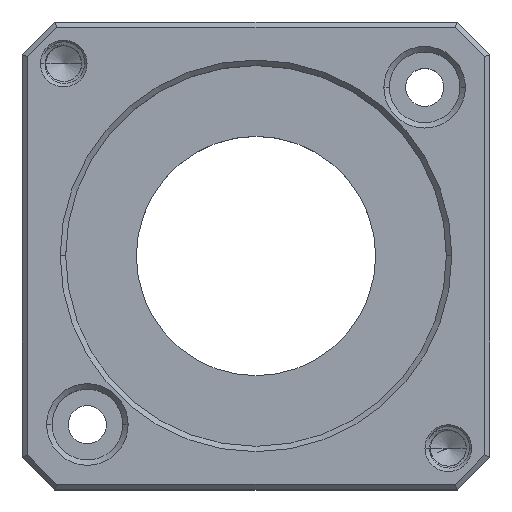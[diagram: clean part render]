
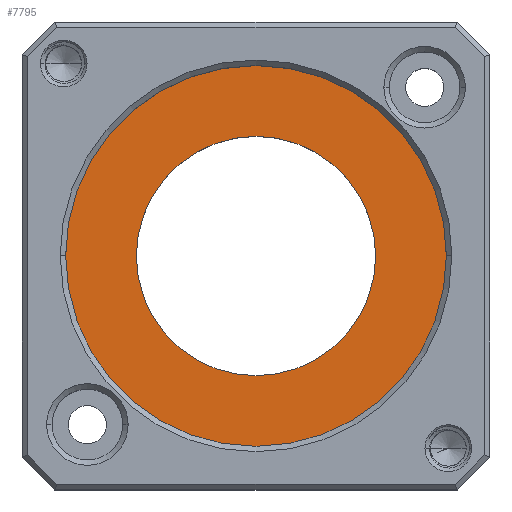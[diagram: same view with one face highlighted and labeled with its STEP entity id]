
A CAD part, top view. The second image highlights one B-rep face of the part: STEP entity #7795.
In plain terms, the highlighted planar face has unit normal (0, 0, 1).
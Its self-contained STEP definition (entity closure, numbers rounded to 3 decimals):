
#42 = ORIENTED_EDGE ( 'NONE', *, *, #2411, .T. ) ;
#88 = AXIS2_PLACEMENT_3D ( 'NONE', #7020, #6884, #3293 ) ;
#447 = AXIS2_PLACEMENT_3D ( 'NONE', #5493, #6008, #7500 ) ;
#1067 = EDGE_CURVE ( 'NONE', #8555, #5381, #2491, .T. ) ;
#1224 = EDGE_LOOP ( 'NONE', ( #42, #6274 ) ) ;
#1969 = DIRECTION ( 'NONE',  ( 1., 0., 0. ) ) ;
#2411 = EDGE_CURVE ( 'NONE', #3046, #7846, #7477, .T. ) ;
#2412 = EDGE_LOOP ( 'NONE', ( #9027, #3134 ) ) ;
#2491 = CIRCLE ( 'NONE', #3085, 17.5 ) ;
#2663 = DIRECTION ( 'NONE',  ( 0., 0., -1. ) ) ;
#2718 = EDGE_CURVE ( 'NONE', #5381, #8555, #8965, .T. ) ;
#3046 = VERTEX_POINT ( 'NONE', #8389 ) ;
#3085 = AXIS2_PLACEMENT_3D ( 'NONE', #8241, #3305, #6899 ) ;
#3134 = ORIENTED_EDGE ( 'NONE', *, *, #2718, .F. ) ;
#3293 = DIRECTION ( 'NONE',  ( 1., 0., 0. ) ) ;
#3305 = DIRECTION ( 'NONE',  ( 0., 0., -1. ) ) ;
#3499 = AXIS2_PLACEMENT_3D ( 'NONE', #4896, #2663, #1969 ) ;
#4896 = CARTESIAN_POINT ( 'NONE',  ( -0.028, 0.001, 0.125 ) ) ;
#4947 = DIRECTION ( 'NONE',  ( 1., 0., 0. ) ) ;
#5072 = CARTESIAN_POINT ( 'NONE',  ( 17.472, 0.001, 0.125 ) ) ;
#5155 = CIRCLE ( 'NONE', #447, 11. ) ;
#5381 = VERTEX_POINT ( 'NONE', #7202 ) ;
#5493 = CARTESIAN_POINT ( 'NONE',  ( -0.028, 0.001, 0.125 ) ) ;
#5745 = PLANE ( 'NONE',  #7227 ) ;
#6008 = DIRECTION ( 'NONE',  ( 0., 0., -1. ) ) ;
#6120 = FACE_BOUND ( 'NONE', #1224, .T. ) ;
#6274 = ORIENTED_EDGE ( 'NONE', *, *, #8642, .T. ) ;
#6301 = CARTESIAN_POINT ( 'NONE',  ( -11.028, 0.001, 0.125 ) ) ;
#6884 = DIRECTION ( 'NONE',  ( 0., 0., -1. ) ) ;
#6899 = DIRECTION ( 'NONE',  ( 1., 0., 0. ) ) ;
#7020 = CARTESIAN_POINT ( 'NONE',  ( -0.028, 0.001, 0.125 ) ) ;
#7202 = CARTESIAN_POINT ( 'NONE',  ( -17.528, 0.001, 0.125 ) ) ;
#7227 = AXIS2_PLACEMENT_3D ( 'NONE', #8535, #8628, #4947 ) ;
#7477 = CIRCLE ( 'NONE', #3499, 11. ) ;
#7500 = DIRECTION ( 'NONE',  ( 1., 0., 0. ) ) ;
#7795 = ADVANCED_FACE ( 'NONE', ( #6120, #9139 ), #5745, .T. ) ;
#7846 = VERTEX_POINT ( 'NONE', #6301 ) ;
#8241 = CARTESIAN_POINT ( 'NONE',  ( -0.028, 0.001, 0.125 ) ) ;
#8389 = CARTESIAN_POINT ( 'NONE',  ( 10.972, 0.001, 0.125 ) ) ;
#8535 = CARTESIAN_POINT ( 'NONE',  ( -0.028, 0.001, 0.125 ) ) ;
#8555 = VERTEX_POINT ( 'NONE', #5072 ) ;
#8628 = DIRECTION ( 'NONE',  ( 0., 0., 1. ) ) ;
#8642 = EDGE_CURVE ( 'NONE', #7846, #3046, #5155, .T. ) ;
#8965 = CIRCLE ( 'NONE', #88, 17.5 ) ;
#9027 = ORIENTED_EDGE ( 'NONE', *, *, #1067, .F. ) ;
#9139 = FACE_OUTER_BOUND ( 'NONE', #2412, .T. ) ;
